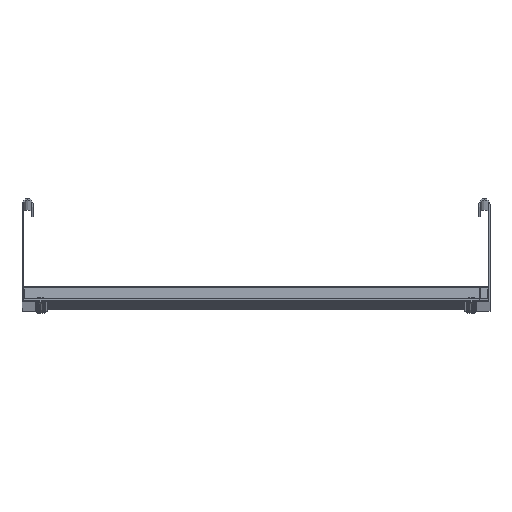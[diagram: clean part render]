
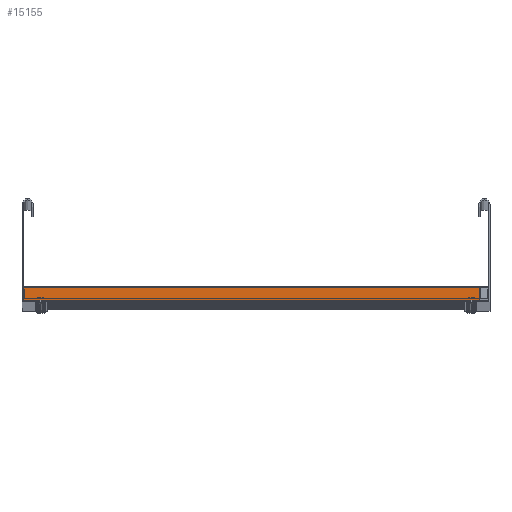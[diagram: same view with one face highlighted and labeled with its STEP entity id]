
A CAD part, top view. The second image highlights one B-rep face of the part: STEP entity #15155.
In plain terms, the highlighted face is planar.
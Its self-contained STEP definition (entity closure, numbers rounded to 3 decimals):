
#38 = CARTESIAN_POINT ( 'NONE',  ( 15., 12., 247.5 ) ) ;
#301 = VECTOR ( 'NONE', #30544, 1000. ) ;
#581 = PLANE ( 'NONE',  #40297 ) ;
#2114 = ORIENTED_EDGE ( 'NONE', *, *, #52115, .F. ) ;
#2359 = LINE ( 'NONE', #10319, #301 ) ;
#2745 = CARTESIAN_POINT ( 'NONE',  ( 15., 15., -247.5 ) ) ;
#3710 = EDGE_CURVE ( 'NONE', #41577, #7666, #32322, .T. ) ;
#4644 = CARTESIAN_POINT ( 'NONE',  ( 15., 0., -238.84 ) ) ;
#4797 = DIRECTION ( 'NONE',  ( 0., -1., 0. ) ) ;
#7464 = DIRECTION ( 'NONE',  ( 0., -1., 0. ) ) ;
#7527 = LINE ( 'NONE', #2745, #50380 ) ;
#7666 = VERTEX_POINT ( 'NONE', #15093 ) ;
#9062 = VECTOR ( 'NONE', #4797, 1000. ) ;
#10319 = CARTESIAN_POINT ( 'NONE',  ( 15., 0., 247.5 ) ) ;
#11456 = CARTESIAN_POINT ( 'NONE',  ( 15., 0., -247.5 ) ) ;
#12365 = VERTEX_POINT ( 'NONE', #34057 ) ;
#12768 = LINE ( 'NONE', #41228, #9062 ) ;
#15058 = DIRECTION ( 'NONE',  ( 0., 1., 0. ) ) ;
#15093 = CARTESIAN_POINT ( 'NONE',  ( 15., 15., 247.5 ) ) ;
#15155 = ADVANCED_FACE ( 'NONE', ( #28782 ), #581, .F. ) ;
#15503 = DIRECTION ( 'NONE',  ( 0., 0., -1. ) ) ;
#18003 = ORIENTED_EDGE ( 'NONE', *, *, #34531, .T. ) ;
#18661 = DIRECTION ( 'NONE',  ( 0., 0., -1. ) ) ;
#20923 = ORIENTED_EDGE ( 'NONE', *, *, #26622, .T. ) ;
#21069 = DIRECTION ( 'NONE',  ( 0., -1., 0. ) ) ;
#22045 = CARTESIAN_POINT ( 'NONE',  ( 15., 3., -247.5 ) ) ;
#22912 = LINE ( 'NONE', #11456, #47088 ) ;
#23404 = ORIENTED_EDGE ( 'NONE', *, *, #31941, .T. ) ;
#26622 = EDGE_CURVE ( 'NONE', #41577, #12365, #40163, .T. ) ;
#27649 = VECTOR ( 'NONE', #15058, 1000. ) ;
#28782 = FACE_OUTER_BOUND ( 'NONE', #46322, .T. ) ;
#28970 = VERTEX_POINT ( 'NONE', #42052 ) ;
#29603 = VERTEX_POINT ( 'NONE', #4644 ) ;
#30543 = CARTESIAN_POINT ( 'NONE',  ( 15., 0., 247.5 ) ) ;
#30544 = DIRECTION ( 'NONE',  ( 0., -1., 0. ) ) ;
#31941 = EDGE_CURVE ( 'NONE', #12365, #48355, #2359, .T. ) ;
#32322 = LINE ( 'NONE', #40030, #27649 ) ;
#32971 = EDGE_CURVE ( 'NONE', #7666, #28970, #7527, .T. ) ;
#34057 = CARTESIAN_POINT ( 'NONE',  ( 15., 3., 247.5 ) ) ;
#34531 = EDGE_CURVE ( 'NONE', #48355, #29603, #22912, .T. ) ;
#40030 = CARTESIAN_POINT ( 'NONE',  ( 15., 3., 247.5 ) ) ;
#40163 = LINE ( 'NONE', #44417, #48908 ) ;
#40297 = AXIS2_PLACEMENT_3D ( 'NONE', #22045, #45002, #21069 ) ;
#41228 = CARTESIAN_POINT ( 'NONE',  ( 15., 15., -238.84 ) ) ;
#41577 = VERTEX_POINT ( 'NONE', #38 ) ;
#42052 = CARTESIAN_POINT ( 'NONE',  ( 15., 15., -238.84 ) ) ;
#42214 = ORIENTED_EDGE ( 'NONE', *, *, #32971, .F. ) ;
#44417 = CARTESIAN_POINT ( 'NONE',  ( 15., 3., 247.5 ) ) ;
#45002 = DIRECTION ( 'NONE',  ( -1., 0., 0. ) ) ;
#46322 = EDGE_LOOP ( 'NONE', ( #20923, #23404, #18003, #2114, #42214, #48173 ) ) ;
#47088 = VECTOR ( 'NONE', #18661, 1000. ) ;
#48173 = ORIENTED_EDGE ( 'NONE', *, *, #3710, .F. ) ;
#48355 = VERTEX_POINT ( 'NONE', #30543 ) ;
#48908 = VECTOR ( 'NONE', #7464, 1000. ) ;
#50380 = VECTOR ( 'NONE', #15503, 1000. ) ;
#52115 = EDGE_CURVE ( 'NONE', #28970, #29603, #12768, .T. ) ;
